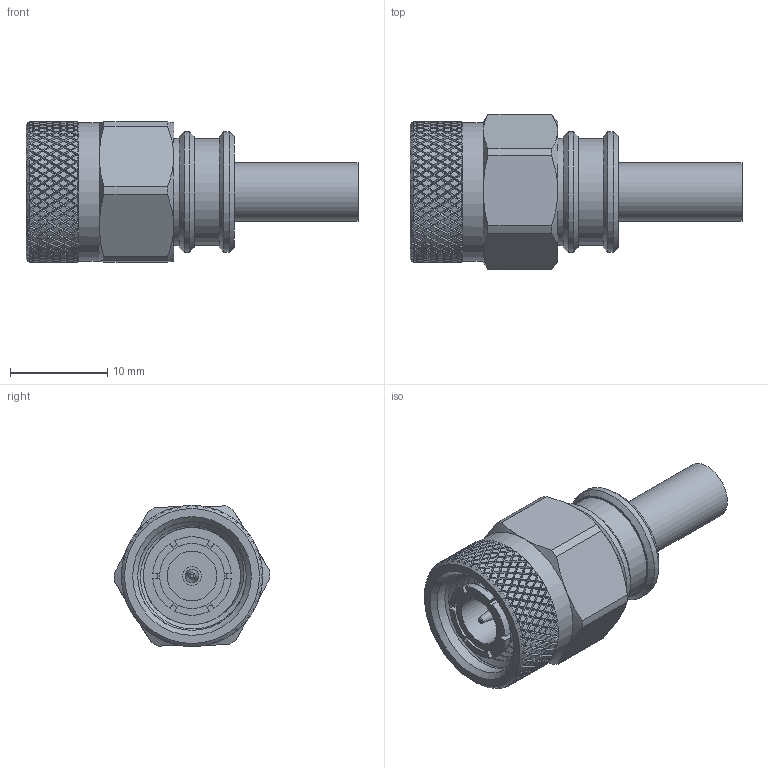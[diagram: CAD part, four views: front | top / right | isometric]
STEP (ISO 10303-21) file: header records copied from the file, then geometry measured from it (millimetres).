
FILE_DESCRIPTION (( 'STEP AP203' ), '1' );
FILE_NAME ('TC-195-TM-X_3D.step', '2020-12-22T18:41:00', ( '' ), ( '' ), 'SwSTEP 2.0', 'SolidWorks 2018', '' );
FILE_SCHEMA (( 'CONFIG_CONTROL_DESIGN' ));
Products named in the file (1): TC-195-TM-X_3D
Bounding box: 34.13 x 16 x 14.53 mm (x, y, z)
Volume: 2777.2 mm3; surface area: 2843.7 mm2
Topology: 2 solids, 2 shells, 2318 faces, 4886 edges, 2583 vertices
Faces by surface type: bspline 1803, cylinder 443, plane 52, cone 19, torus 1
Full cylindrical faces by diameter (mm): 1.372 x1, 1.905 x1, 3.099 x1, 4.276 x1, 5.08 x1, 5.207 x1, 5.969 x1, 7.061 x1, 11.005 x2, 11.176 x7, 12.401 x2
Entity records: 81322 total; most frequent: CARTESIAN_POINT 51889, ORIENTED_EDGE 9670, EDGE_CURVE 4835, VERTEX_POINT 2565, EDGE_LOOP 2352, FACE_OUTER_BOUND 2326, ADVANCED_FACE 2312, B_SPLINE_CURVE_WITH_KNOTS 2137
